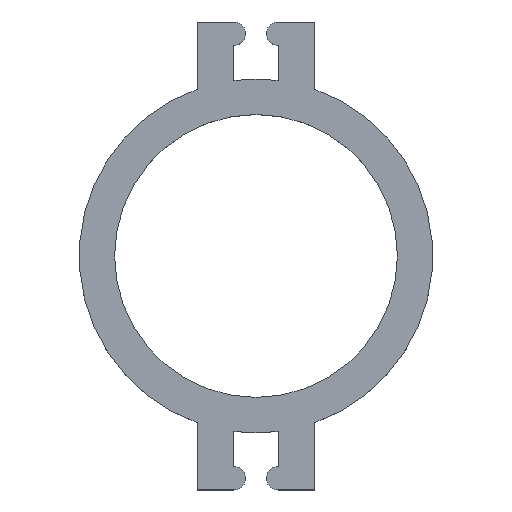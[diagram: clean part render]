
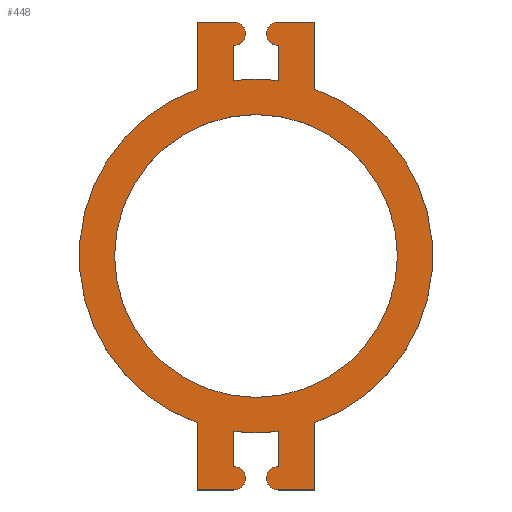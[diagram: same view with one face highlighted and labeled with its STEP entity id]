
A CAD part, top view. The second image highlights one B-rep face of the part: STEP entity #448.
In plain terms, the highlighted planar face has unit normal (0, 0, 1).
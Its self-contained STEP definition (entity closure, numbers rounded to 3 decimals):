
#15=FACE_BOUND('',#76,.T.);
#29=PLANE('',#503);
#52=FACE_OUTER_BOUND('',#75,.T.);
#75=EDGE_LOOP('',(#376,#377,#378,#379,#380,#381,#382,#383,#384,#385,#386,
#387,#388,#389,#390,#391,#392,#393,#394,#395));
#76=EDGE_LOOP('',(#396));
#82=LINE('',#648,#127);
#85=LINE('',#654,#130);
#89=LINE('',#666,#134);
#92=LINE('',#672,#137);
#96=LINE('',#684,#141);
#100=LINE('',#696,#145);
#104=LINE('',#708,#149);
#107=LINE('',#714,#152);
#111=LINE('',#726,#156);
#114=LINE('',#732,#159);
#118=LINE('',#744,#163);
#122=LINE('',#756,#167);
#127=VECTOR('',#518,10.);
#130=VECTOR('',#523,10.);
#134=VECTOR('',#535,10.);
#137=VECTOR('',#540,10.);
#141=VECTOR('',#552,10.);
#145=VECTOR('',#564,10.);
#149=VECTOR('',#576,10.);
#152=VECTOR('',#581,10.);
#156=VECTOR('',#593,10.);
#159=VECTOR('',#598,10.);
#163=VECTOR('',#610,10.);
#167=VECTOR('',#622,10.);
#169=CIRCLE('',#465,12.);
#172=CIRCLE('',#471,15.);
#174=CIRCLE('',#476,1.);
#176=CIRCLE('',#480,15.);
#178=CIRCLE('',#484,1.);
#180=CIRCLE('',#489,15.);
#182=CIRCLE('',#494,1.);
#184=CIRCLE('',#498,15.);
#186=CIRCLE('',#502,1.);
#187=VERTEX_POINT('',#636);
#191=VERTEX_POINT('',#645);
#192=VERTEX_POINT('',#647);
#194=VERTEX_POINT('',#653);
#196=VERTEX_POINT('',#659);
#198=VERTEX_POINT('',#665);
#200=VERTEX_POINT('',#671);
#202=VERTEX_POINT('',#677);
#204=VERTEX_POINT('',#683);
#206=VERTEX_POINT('',#689);
#208=VERTEX_POINT('',#695);
#210=VERTEX_POINT('',#701);
#212=VERTEX_POINT('',#707);
#214=VERTEX_POINT('',#713);
#216=VERTEX_POINT('',#719);
#218=VERTEX_POINT('',#725);
#220=VERTEX_POINT('',#731);
#222=VERTEX_POINT('',#737);
#224=VERTEX_POINT('',#743);
#226=VERTEX_POINT('',#749);
#228=VERTEX_POINT('',#755);
#229=EDGE_CURVE('',#187,#187,#169,.T.);
#234=EDGE_CURVE('',#192,#191,#82,.T.);
#237=EDGE_CURVE('',#194,#192,#85,.T.);
#240=EDGE_CURVE('',#196,#194,#172,.T.);
#243=EDGE_CURVE('',#198,#196,#89,.T.);
#246=EDGE_CURVE('',#200,#198,#92,.T.);
#249=EDGE_CURVE('',#202,#200,#174,.T.);
#252=EDGE_CURVE('',#204,#202,#96,.T.);
#255=EDGE_CURVE('',#206,#204,#176,.T.);
#258=EDGE_CURVE('',#208,#206,#100,.T.);
#261=EDGE_CURVE('',#210,#208,#178,.T.);
#264=EDGE_CURVE('',#212,#210,#104,.T.);
#267=EDGE_CURVE('',#214,#212,#107,.T.);
#270=EDGE_CURVE('',#216,#214,#180,.T.);
#273=EDGE_CURVE('',#218,#216,#111,.T.);
#276=EDGE_CURVE('',#220,#218,#114,.T.);
#279=EDGE_CURVE('',#222,#220,#182,.T.);
#282=EDGE_CURVE('',#224,#222,#118,.T.);
#285=EDGE_CURVE('',#226,#224,#184,.T.);
#288=EDGE_CURVE('',#228,#226,#122,.T.);
#291=EDGE_CURVE('',#191,#228,#186,.T.);
#376=ORIENTED_EDGE('',*,*,#291,.T.);
#377=ORIENTED_EDGE('',*,*,#288,.T.);
#378=ORIENTED_EDGE('',*,*,#285,.T.);
#379=ORIENTED_EDGE('',*,*,#282,.T.);
#380=ORIENTED_EDGE('',*,*,#279,.T.);
#381=ORIENTED_EDGE('',*,*,#276,.T.);
#382=ORIENTED_EDGE('',*,*,#273,.T.);
#383=ORIENTED_EDGE('',*,*,#270,.T.);
#384=ORIENTED_EDGE('',*,*,#267,.T.);
#385=ORIENTED_EDGE('',*,*,#264,.T.);
#386=ORIENTED_EDGE('',*,*,#261,.T.);
#387=ORIENTED_EDGE('',*,*,#258,.T.);
#388=ORIENTED_EDGE('',*,*,#255,.T.);
#389=ORIENTED_EDGE('',*,*,#252,.T.);
#390=ORIENTED_EDGE('',*,*,#249,.T.);
#391=ORIENTED_EDGE('',*,*,#246,.T.);
#392=ORIENTED_EDGE('',*,*,#243,.T.);
#393=ORIENTED_EDGE('',*,*,#240,.T.);
#394=ORIENTED_EDGE('',*,*,#237,.T.);
#395=ORIENTED_EDGE('',*,*,#234,.T.);
#396=ORIENTED_EDGE('',*,*,#229,.T.);
#448=ADVANCED_FACE('',(#52,#15),#29,.T.);
#465=AXIS2_PLACEMENT_3D('',#637,#509,#510);
#471=AXIS2_PLACEMENT_3D('',#660,#529,#530);
#476=AXIS2_PLACEMENT_3D('',#678,#546,#547);
#480=AXIS2_PLACEMENT_3D('',#690,#558,#559);
#484=AXIS2_PLACEMENT_3D('',#702,#570,#571);
#489=AXIS2_PLACEMENT_3D('',#720,#587,#588);
#494=AXIS2_PLACEMENT_3D('',#738,#604,#605);
#498=AXIS2_PLACEMENT_3D('',#750,#616,#617);
#502=AXIS2_PLACEMENT_3D('',#760,#628,#629);
#503=AXIS2_PLACEMENT_3D('',#761,#630,#631);
#509=DIRECTION('center_axis',(0.,0.,-1.));
#510=DIRECTION('ref_axis',(1.,0.,0.));
#518=DIRECTION('',(1.,0.,0.));
#523=DIRECTION('',(0.,-1.,0.));
#529=DIRECTION('center_axis',(0.,0.,1.));
#530=DIRECTION('ref_axis',(1.,0.,0.));
#535=DIRECTION('',(0.,-1.,0.));
#540=DIRECTION('',(-1.,0.,0.));
#546=DIRECTION('center_axis',(0.,0.,1.));
#547=DIRECTION('ref_axis',(1.,0.,0.));
#552=DIRECTION('',(0.,1.,0.));
#558=DIRECTION('center_axis',(0.,0.,1.));
#559=DIRECTION('ref_axis',(1.,0.,0.));
#564=DIRECTION('',(0.,-1.,0.));
#570=DIRECTION('center_axis',(0.,0.,1.));
#571=DIRECTION('ref_axis',(1.,0.,0.));
#576=DIRECTION('',(-1.,0.,0.));
#581=DIRECTION('',(0.,1.,0.));
#587=DIRECTION('center_axis',(0.,0.,1.));
#588=DIRECTION('ref_axis',(1.,0.,0.));
#593=DIRECTION('',(0.,1.,0.));
#598=DIRECTION('',(1.,0.,0.));
#604=DIRECTION('center_axis',(0.,0.,1.));
#605=DIRECTION('ref_axis',(1.,0.,0.));
#610=DIRECTION('',(0.,-1.,0.));
#616=DIRECTION('center_axis',(0.,0.,1.));
#617=DIRECTION('ref_axis',(1.,0.,0.));
#622=DIRECTION('',(0.,1.,0.));
#628=DIRECTION('center_axis',(0.,0.,1.));
#629=DIRECTION('ref_axis',(1.,0.,0.));
#630=DIRECTION('center_axis',(0.,0.,1.));
#631=DIRECTION('ref_axis',(1.,0.,0.));
#636=CARTESIAN_POINT('',(-7.,-19.853,4.));
#637=CARTESIAN_POINT('Origin',(5.,-19.853,4.));
#645=CARTESIAN_POINT('',(3.125,-39.705,4.));
#647=CARTESIAN_POINT('',(0.,-39.705,4.));
#648=CARTESIAN_POINT('',(10.,-39.705,4.));
#653=CARTESIAN_POINT('',(0.,-33.995,4.));
#654=CARTESIAN_POINT('',(0.,-39.705,4.));
#659=CARTESIAN_POINT('',(0.,-5.71,4.));
#660=CARTESIAN_POINT('Origin',(5.,-19.853,4.));
#665=CARTESIAN_POINT('',(0.,0.,4.));
#666=CARTESIAN_POINT('',(0.,-10.,4.));
#671=CARTESIAN_POINT('',(3.125,0.,4.));
#672=CARTESIAN_POINT('',(0.,0.,4.));
#677=CARTESIAN_POINT('',(3.125,-2.,4.));
#678=CARTESIAN_POINT('Origin',(3.125,-1.,4.));
#683=CARTESIAN_POINT('',(3.125,-4.97,4.));
#684=CARTESIAN_POINT('',(3.125,-8.,4.));
#689=CARTESIAN_POINT('',(6.875,-4.97,4.));
#690=CARTESIAN_POINT('Origin',(5.,-19.853,4.));
#695=CARTESIAN_POINT('',(6.875,-2.,4.));
#696=CARTESIAN_POINT('',(6.875,0.,4.));
#701=CARTESIAN_POINT('',(6.875,0.,4.));
#702=CARTESIAN_POINT('Origin',(6.875,-1.,4.));
#707=CARTESIAN_POINT('',(10.,0.,4.));
#708=CARTESIAN_POINT('',(0.,0.,4.));
#713=CARTESIAN_POINT('',(10.,-5.71,4.));
#714=CARTESIAN_POINT('',(10.,0.,4.));
#719=CARTESIAN_POINT('',(10.,-33.995,4.));
#720=CARTESIAN_POINT('Origin',(5.,-19.853,4.));
#725=CARTESIAN_POINT('',(10.,-39.705,4.));
#726=CARTESIAN_POINT('',(10.,-29.705,4.));
#731=CARTESIAN_POINT('',(6.875,-39.705,4.));
#732=CARTESIAN_POINT('',(10.,-39.705,4.));
#737=CARTESIAN_POINT('',(6.875,-37.705,4.));
#738=CARTESIAN_POINT('Origin',(6.875,-38.705,4.));
#743=CARTESIAN_POINT('',(6.875,-34.735,4.));
#744=CARTESIAN_POINT('',(6.875,-31.705,4.));
#749=CARTESIAN_POINT('',(3.125,-34.735,4.));
#750=CARTESIAN_POINT('Origin',(5.,-19.853,4.));
#755=CARTESIAN_POINT('',(3.125,-37.705,4.));
#756=CARTESIAN_POINT('',(3.125,-39.705,4.));
#760=CARTESIAN_POINT('Origin',(3.125,-38.705,4.));
#761=CARTESIAN_POINT('Origin',(5.,-19.853,4.));
